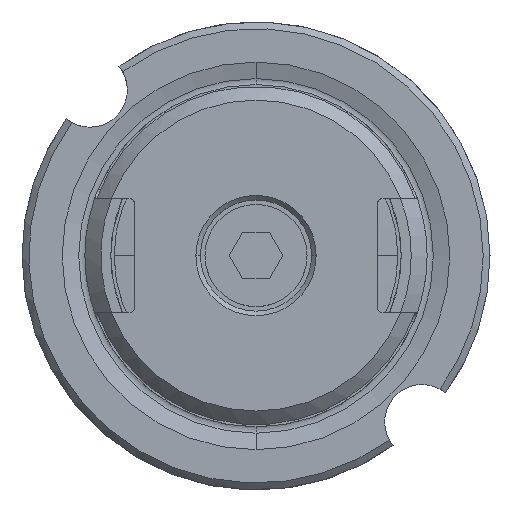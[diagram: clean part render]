
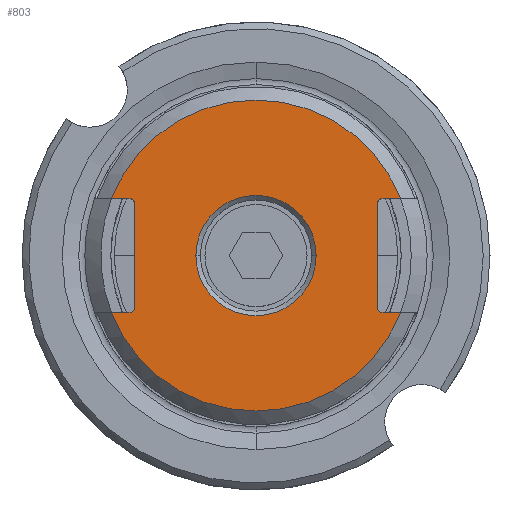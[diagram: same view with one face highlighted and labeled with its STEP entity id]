
A CAD part, top view. The second image highlights one B-rep face of the part: STEP entity #803.
In plain terms, the highlighted planar face has unit normal (0, 0, 1).
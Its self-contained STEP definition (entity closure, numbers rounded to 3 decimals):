
#245=FACE_BOUND('',#3564,.T.);
#246=FACE_BOUND('',#3565,.T.);
#803=ADVANCED_FACE('',(#245,#246),#1697,.T.);
#1697=PLANE('',#19904);
#3564=EDGE_LOOP('',(#9372,#9373,#9374,#9375,#9376,#9377,#9378,#9379,#9380,
#9381,#9382,#9383));
#3565=EDGE_LOOP('',(#9384,#9385));
#4618=LINE('',#27189,#6700);
#4621=LINE('',#27197,#6703);
#4624=LINE('',#27205,#6706);
#4627=LINE('',#27241,#6709);
#4630=LINE('',#27249,#6712);
#4633=LINE('',#27257,#6715);
#6700=VECTOR('',#21989,1.);
#6703=VECTOR('',#21998,1.);
#6706=VECTOR('',#22007,1.);
#6709=VECTOR('',#22016,1.);
#6712=VECTOR('',#22025,1.);
#6715=VECTOR('',#22034,1.);
#9372=ORIENTED_EDGE('',*,*,#16402,.F.);
#9373=ORIENTED_EDGE('',*,*,#16400,.F.);
#9374=ORIENTED_EDGE('',*,*,#16430,.F.);
#9375=ORIENTED_EDGE('',*,*,#16424,.F.);
#9376=ORIENTED_EDGE('',*,*,#16422,.F.);
#9377=ORIENTED_EDGE('',*,*,#16420,.F.);
#9378=ORIENTED_EDGE('',*,*,#16418,.F.);
#9379=ORIENTED_EDGE('',*,*,#16416,.F.);
#9380=ORIENTED_EDGE('',*,*,#16431,.F.);
#9381=ORIENTED_EDGE('',*,*,#16408,.F.);
#9382=ORIENTED_EDGE('',*,*,#16406,.F.);
#9383=ORIENTED_EDGE('',*,*,#16404,.F.);
#9384=ORIENTED_EDGE('',*,*,#16432,.F.);
#9385=ORIENTED_EDGE('',*,*,#16433,.F.);
#14428=VERTEX_POINT('',#27188);
#14429=VERTEX_POINT('',#27190);
#14430=VERTEX_POINT('',#27194);
#14431=VERTEX_POINT('',#27198);
#14432=VERTEX_POINT('',#27202);
#14433=VERTEX_POINT('',#27206);
#14438=VERTEX_POINT('',#27240);
#14439=VERTEX_POINT('',#27242);
#14440=VERTEX_POINT('',#27246);
#14441=VERTEX_POINT('',#27250);
#14442=VERTEX_POINT('',#27254);
#14443=VERTEX_POINT('',#27258);
#14446=VERTEX_POINT('',#27283);
#14447=VERTEX_POINT('',#27284);
#16400=EDGE_CURVE('',#14428,#14429,#4618,.T.);
#16402=EDGE_CURVE('',#14429,#14430,#18985,.T.);
#16404=EDGE_CURVE('',#14430,#14431,#4621,.T.);
#16406=EDGE_CURVE('',#14431,#14432,#18986,.T.);
#16408=EDGE_CURVE('',#14432,#14433,#4624,.T.);
#16416=EDGE_CURVE('',#14438,#14439,#4627,.T.);
#16418=EDGE_CURVE('',#14439,#14440,#18988,.T.);
#16420=EDGE_CURVE('',#14440,#14441,#4630,.T.);
#16422=EDGE_CURVE('',#14441,#14442,#18989,.T.);
#16424=EDGE_CURVE('',#14442,#14443,#4633,.T.);
#16430=EDGE_CURVE('',#14443,#14428,#18992,.T.);
#16431=EDGE_CURVE('',#14433,#14438,#18993,.T.);
#16432=EDGE_CURVE('',#14446,#14447,#18994,.T.);
#16433=EDGE_CURVE('',#14447,#14446,#18995,.T.);
#18985=CIRCLE('',#19880,0.2);
#18986=CIRCLE('',#19883,0.2);
#18988=CIRCLE('',#19889,0.2);
#18989=CIRCLE('',#19892,0.2);
#18992=CIRCLE('',#19899,6.85);
#18993=CIRCLE('',#19901,6.85);
#18994=CIRCLE('',#19902,2.65);
#18995=CIRCLE('',#19903,2.65);
#19880=AXIS2_PLACEMENT_3D('',#27193,#21993,#21994);
#19883=AXIS2_PLACEMENT_3D('',#27201,#22002,#22003);
#19889=AXIS2_PLACEMENT_3D('',#27245,#22020,#22021);
#19892=AXIS2_PLACEMENT_3D('',#27253,#22029,#22030);
#19899=AXIS2_PLACEMENT_3D('',#27279,#22046,#22047);
#19901=AXIS2_PLACEMENT_3D('',#27281,#22050,#22051);
#19902=AXIS2_PLACEMENT_3D('',#27282,#22052,#22053);
#19903=AXIS2_PLACEMENT_3D('',#27285,#22054,#22055);
#19904=AXIS2_PLACEMENT_3D('',#27286,#22056,#22057);
#21989=DIRECTION('',(-1.,0.,0.));
#21993=DIRECTION('',(0.,0.,1.));
#21994=DIRECTION('',(0.,1.,0.));
#21998=DIRECTION('',(0.,-1.,0.));
#22002=DIRECTION('',(0.,0.,1.));
#22003=DIRECTION('',(-1.,0.,0.));
#22007=DIRECTION('',(1.,0.,0.));
#22016=DIRECTION('',(1.,0.,0.));
#22020=DIRECTION('',(0.,0.,1.));
#22021=DIRECTION('',(0.,-1.,0.));
#22025=DIRECTION('',(0.,1.,0.));
#22029=DIRECTION('',(0.,0.,1.));
#22030=DIRECTION('',(1.,0.,0.));
#22034=DIRECTION('',(-1.,0.,0.));
#22046=DIRECTION('',(0.,0.,-1.));
#22047=DIRECTION('',(-0.931,0.366,0.));
#22050=DIRECTION('',(0.,0.,-1.));
#22051=DIRECTION('',(0.931,-0.366,0.));
#22052=DIRECTION('',(0.,0.,1.));
#22053=DIRECTION('',(1.,0.,0.));
#22054=DIRECTION('',(0.,0.,1.));
#22055=DIRECTION('',(-1.,0.,0.));
#22056=DIRECTION('',(0.,0.,1.));
#22057=DIRECTION('',(1.,0.,0.));
#27188=CARTESIAN_POINT('',(6.376,2.504,8.5));
#27189=CARTESIAN_POINT('',(6.376,2.504,8.5));
#27190=CARTESIAN_POINT('',(5.55,2.504,8.5));
#27193=CARTESIAN_POINT('',(5.55,2.304,8.5));
#27194=CARTESIAN_POINT('',(5.35,2.304,8.5));
#27197=CARTESIAN_POINT('',(5.35,2.304,8.5));
#27198=CARTESIAN_POINT('',(5.35,-2.304,8.5));
#27201=CARTESIAN_POINT('',(5.55,-2.304,8.5));
#27202=CARTESIAN_POINT('',(5.55,-2.504,8.5));
#27205=CARTESIAN_POINT('',(5.55,-2.504,8.5));
#27206=CARTESIAN_POINT('',(6.376,-2.504,8.5));
#27240=CARTESIAN_POINT('',(-6.376,-2.504,8.5));
#27241=CARTESIAN_POINT('',(-6.376,-2.504,8.5));
#27242=CARTESIAN_POINT('',(-5.55,-2.504,8.5));
#27245=CARTESIAN_POINT('',(-5.55,-2.304,8.5));
#27246=CARTESIAN_POINT('',(-5.35,-2.304,8.5));
#27249=CARTESIAN_POINT('',(-5.35,-2.304,8.5));
#27250=CARTESIAN_POINT('',(-5.35,2.304,8.5));
#27253=CARTESIAN_POINT('',(-5.55,2.304,8.5));
#27254=CARTESIAN_POINT('',(-5.55,2.504,8.5));
#27257=CARTESIAN_POINT('',(-5.55,2.504,8.5));
#27258=CARTESIAN_POINT('',(-6.376,2.504,8.5));
#27279=CARTESIAN_POINT('',(0.,0.,8.5));
#27281=CARTESIAN_POINT('',(0.,0.,8.5));
#27282=CARTESIAN_POINT('',(0.,0.,8.5));
#27283=CARTESIAN_POINT('',(2.65,0.,8.5));
#27284=CARTESIAN_POINT('',(-2.65,0.,8.5));
#27285=CARTESIAN_POINT('',(0.,0.,8.5));
#27286=CARTESIAN_POINT('',(0.,0.,8.5));
